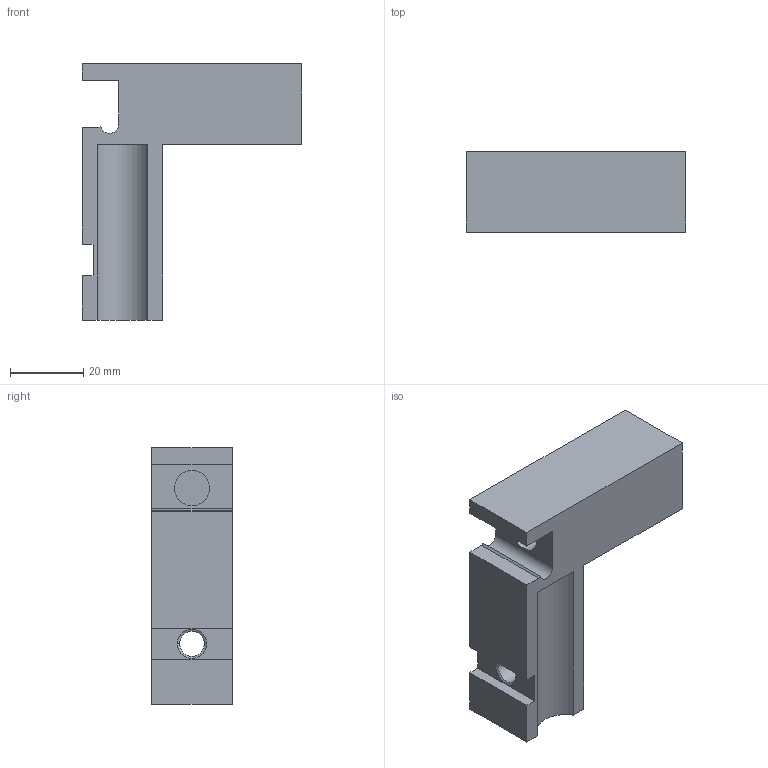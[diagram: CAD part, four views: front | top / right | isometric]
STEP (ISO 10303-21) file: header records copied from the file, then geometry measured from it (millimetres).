
FILE_DESCRIPTION(('Creo Elements/Direct Modeling STEP Export'),'2;1');
FILE_NAME('44.0044.9_Profilverbinder-MMS-44_Gehrung_90°.stp','2022-03-21T 9:01:59',(''),(''),'PTC Creo Elements/Direct Modeling STEP processor for AP214 (Solid Model)','PTC Creo Elements/Direct Modeling 19.0C 15-Aug-2015 (C) Parametric Technology GmbH','');
FILE_SCHEMA(('AUTOMOTIVE_DESIGN { 1 0 10303 214 1 1 1 1 }'));
Length unit declared in the file: millimetre
Products named in the file (2): Profilverbinder-MMS-44_Gehrung_90°_44.0044.9_PX175416
Assembly tree (1 placements, depth 2):
  Profilverbinder-MMS-44_Gehrung_90°_44.0044.9_PX175416
    Profilverbinder-MMS-44_Gehrung_90°_44.0044.9_PX175416
Bounding box: 60 x 22 x 70 mm (x, y, z)
Volume: 42676.4 mm3; surface area: 12023.2 mm2
Topology: 1 solids, 1 shells, 31 faces, 82 edges, 54 vertices
Faces by surface type: plane 20, cylinder 7, cone 4
Entity records: 985 total; most frequent: ORIENTED_EDGE 164, CARTESIAN_POINT 161, DIRECTION 152, EDGE_CURVE 82, VECTOR 62, LINE 62, VERTEX_POINT 54, AXIS2_PLACEMENT_3D 45
